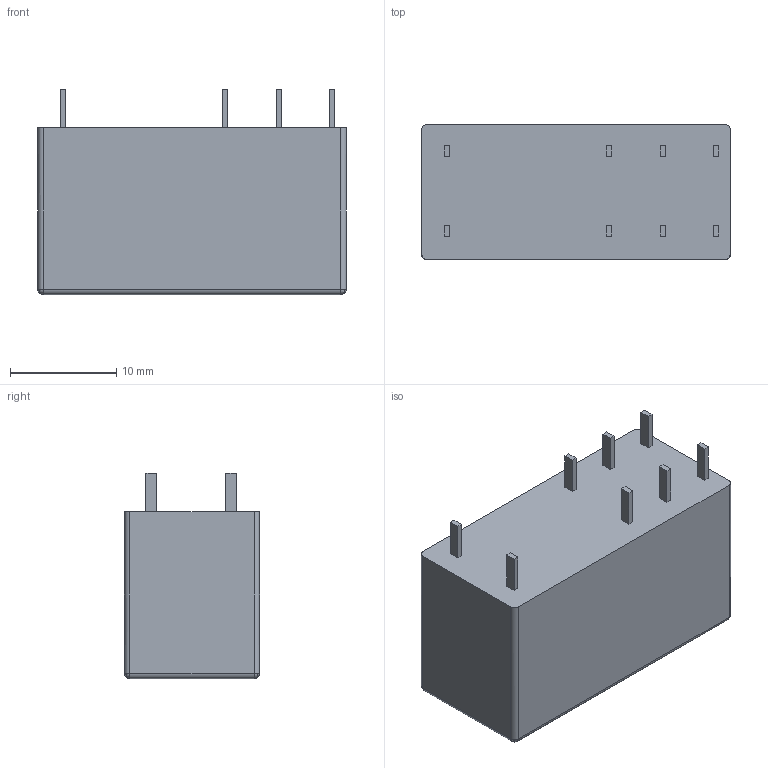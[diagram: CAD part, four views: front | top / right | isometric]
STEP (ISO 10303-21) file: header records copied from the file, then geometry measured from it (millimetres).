
FILE_DESCRIPTION (( 'STEP AP214' ), '1' );
FILE_NAME ('RT424615.STEP', '2023-05-04T06:47:28', ( '' ), ( '' ), 'SwSTEP 2.0', 'SolidWorks 2022', '' );
FILE_SCHEMA (( 'AUTOMOTIVE_DESIGN' ));
Length unit declared in the file: millimetre
Products named in the file (1): RT424615
Bounding box: 29 x 12.7 x 19.3 mm (x, y, z)
Volume: 5789 mm3; surface area: 2100.6 mm2
Topology: 1 solids, 1 shells, 62 faces, 148 edges, 88 vertices
Faces by surface type: plane 46, bspline 8, cylinder 8
Entity records: 2504 total; most frequent: CARTESIAN_POINT 411, ORIENTED_EDGE 280, DIRECTION 274, EDGE_CURVE 140, VECTOR 116, LINE 116, VERTEX_POINT 88, AXIS2_PLACEMENT_3D 79
